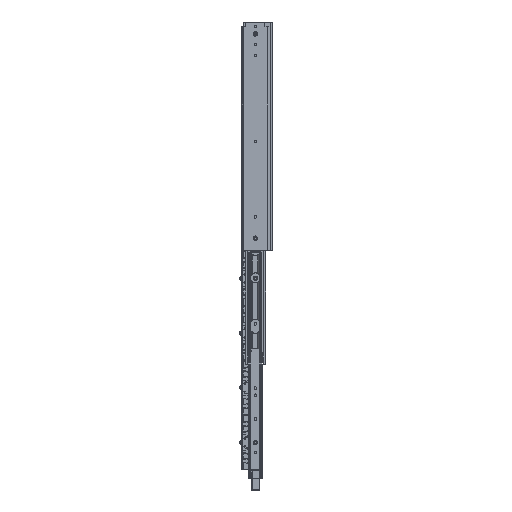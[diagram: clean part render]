
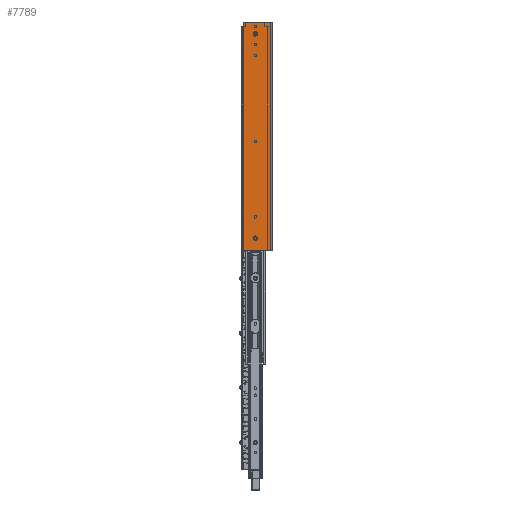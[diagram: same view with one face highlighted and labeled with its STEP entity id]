
A CAD part, front view. The second image highlights one B-rep face of the part: STEP entity #7789.
In plain terms, the highlighted face is planar.
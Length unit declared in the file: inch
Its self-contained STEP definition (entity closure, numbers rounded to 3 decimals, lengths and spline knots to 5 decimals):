
#79 = CARTESIAN_POINT ( 'NONE',  ( 0., 1.75, -1.25 ) ) ;
#261 = EDGE_CURVE ( 'NONE', #9715, #4827, #16690, .T. ) ;
#490 = AXIS2_PLACEMENT_3D ( 'NONE', #79, #12082, #1818 ) ;
#1059 = AXIS2_PLACEMENT_3D ( 'NONE', #2160, #14117, #3869 ) ;
#1224 = ORIENTED_EDGE ( 'NONE', *, *, #21330, .F. ) ;
#1344 = LINE ( 'NONE', #1570, #18505 ) ;
#1558 = CIRCLE ( 'NONE', #490, 0.15625 ) ;
#1570 = CARTESIAN_POINT ( 'NONE',  ( 0., 0., -24. ) ) ;
#1818 = DIRECTION ( 'NONE',  ( 0., 0., 1. ) ) ;
#1999 = VERTEX_POINT ( 'NONE', #20060 ) ;
#2160 = CARTESIAN_POINT ( 'NONE',  ( 0., 1.75, -1.25 ) ) ;
#2287 = CARTESIAN_POINT ( 'NONE',  ( 0., 1.75, -22.90625 ) ) ;
#2341 = VECTOR ( 'NONE', #9370, 39.37008 ) ;
#2342 = FACE_BOUND ( 'NONE', #15677, .T. ) ;
#3058 = DIRECTION ( 'NONE',  ( -1., 0., 0. ) ) ;
#3697 = EDGE_CURVE ( 'NONE', #19683, #6071, #15247, .T. ) ;
#3869 = DIRECTION ( 'NONE',  ( 0., 0., 1. ) ) ;
#4365 = CARTESIAN_POINT ( 'NONE',  ( 0., 3., 0. ) ) ;
#4386 = LINE ( 'NONE', #19272, #5470 ) ;
#4827 = VERTEX_POINT ( 'NONE', #14164 ) ;
#5131 = PLANE ( 'NONE',  #6786 ) ;
#5400 = CARTESIAN_POINT ( 'NONE',  ( 0., 1.75, -22.75 ) ) ;
#5470 = VECTOR ( 'NONE', #9001, 39.37008 ) ;
#6071 = VERTEX_POINT ( 'NONE', #10981 ) ;
#6089 = CIRCLE ( 'NONE', #13818, 0.15625 ) ;
#6526 = VERTEX_POINT ( 'NONE', #2287 ) ;
#6618 = CIRCLE ( 'NONE', #16259, 0.15625 ) ;
#6786 = AXIS2_PLACEMENT_3D ( 'NONE', #6894, #20616, #10334 ) ;
#6894 = CARTESIAN_POINT ( 'NONE',  ( 0., 0., -24. ) ) ;
#7046 = VECTOR ( 'NONE', #11516, 39.37008 ) ;
#7090 = ORIENTED_EDGE ( 'NONE', *, *, #21074, .F. ) ;
#7149 = DIRECTION ( 'NONE',  ( 0., 0., 1. ) ) ;
#7342 = ORIENTED_EDGE ( 'NONE', *, *, #3697, .F. ) ;
#7349 = ORIENTED_EDGE ( 'NONE', *, *, #20742, .F. ) ;
#7789 = ADVANCED_FACE ( 'NONE', ( #2342, #15460, #20604 ), #5131, .T. ) ;
#8054 = CARTESIAN_POINT ( 'NONE',  ( 0., 0., -24. ) ) ;
#8615 = EDGE_CURVE ( 'NONE', #6526, #1999, #6618, .T. ) ;
#9001 = DIRECTION ( 'NONE',  ( 0., 0., 1. ) ) ;
#9041 = CARTESIAN_POINT ( 'NONE',  ( 0., 1.75, -1.40625 ) ) ;
#9370 = DIRECTION ( 'NONE',  ( 0., -1., 0. ) ) ;
#9715 = VERTEX_POINT ( 'NONE', #22196 ) ;
#10334 = DIRECTION ( 'NONE',  ( 0., 0., 1. ) ) ;
#10687 = EDGE_CURVE ( 'NONE', #21426, #19867, #4386, .T. ) ;
#10981 = CARTESIAN_POINT ( 'NONE',  ( 0., 1.75, -1.09375 ) ) ;
#11516 = DIRECTION ( 'NONE',  ( 0., 0., 1. ) ) ;
#12082 = DIRECTION ( 'NONE',  ( -1., 0., 0. ) ) ;
#12370 = ORIENTED_EDGE ( 'NONE', *, *, #261, .T. ) ;
#13320 = CARTESIAN_POINT ( 'NONE',  ( 0., 1.75, -22.75 ) ) ;
#13818 = AXIS2_PLACEMENT_3D ( 'NONE', #13320, #3058, #15033 ) ;
#14117 = DIRECTION ( 'NONE',  ( -1., 0., 0. ) ) ;
#14164 = CARTESIAN_POINT ( 'NONE',  ( 0., 0., 0. ) ) ;
#14930 = LINE ( 'NONE', #21378, #2341 ) ;
#15033 = DIRECTION ( 'NONE',  ( 0., 0., 1. ) ) ;
#15246 = DIRECTION ( 'NONE',  ( 0., -1., 0. ) ) ;
#15247 = CIRCLE ( 'NONE', #1059, 0.15625 ) ;
#15460 = FACE_BOUND ( 'NONE', #19390, .T. ) ;
#15677 = EDGE_LOOP ( 'NONE', ( #7349, #7342 ) ) ;
#15986 = ORIENTED_EDGE ( 'NONE', *, *, #8615, .F. ) ;
#16259 = AXIS2_PLACEMENT_3D ( 'NONE', #5400, #17402, #7149 ) ;
#16690 = LINE ( 'NONE', #8054, #7046 ) ;
#17055 = ORIENTED_EDGE ( 'NONE', *, *, #19345, .T. ) ;
#17402 = DIRECTION ( 'NONE',  ( -1., 0., 0. ) ) ;
#17764 = EDGE_LOOP ( 'NONE', ( #7090, #19374, #17055, #12370 ) ) ;
#18505 = VECTOR ( 'NONE', #15246, 39.37008 ) ;
#19272 = CARTESIAN_POINT ( 'NONE',  ( 0., 3., -24. ) ) ;
#19345 = EDGE_CURVE ( 'NONE', #21426, #9715, #1344, .T. ) ;
#19374 = ORIENTED_EDGE ( 'NONE', *, *, #10687, .F. ) ;
#19390 = EDGE_LOOP ( 'NONE', ( #1224, #15986 ) ) ;
#19683 = VERTEX_POINT ( 'NONE', #9041 ) ;
#19867 = VERTEX_POINT ( 'NONE', #4365 ) ;
#20060 = CARTESIAN_POINT ( 'NONE',  ( 0., 1.75, -22.59375 ) ) ;
#20604 = FACE_OUTER_BOUND ( 'NONE', #17764, .T. ) ;
#20616 = DIRECTION ( 'NONE',  ( -1., 0., 0. ) ) ;
#20742 = EDGE_CURVE ( 'NONE', #6071, #19683, #1558, .T. ) ;
#21074 = EDGE_CURVE ( 'NONE', #19867, #4827, #14930, .T. ) ;
#21330 = EDGE_CURVE ( 'NONE', #1999, #6526, #6089, .T. ) ;
#21378 = CARTESIAN_POINT ( 'NONE',  ( 0., 0., 0. ) ) ;
#21426 = VERTEX_POINT ( 'NONE', #22034 ) ;
#22034 = CARTESIAN_POINT ( 'NONE',  ( 0., 3., -24. ) ) ;
#22196 = CARTESIAN_POINT ( 'NONE',  ( 0., 0., -24. ) ) ;
